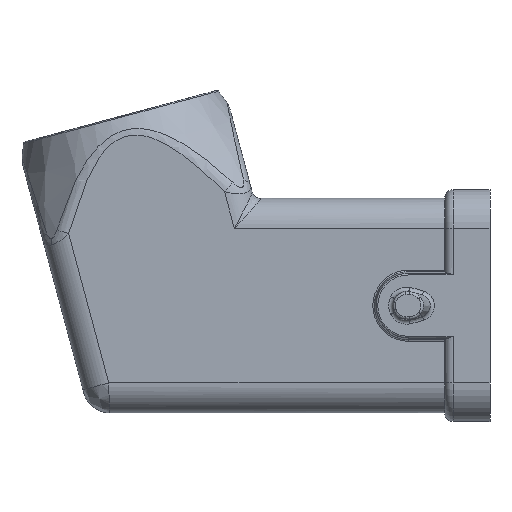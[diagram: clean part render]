
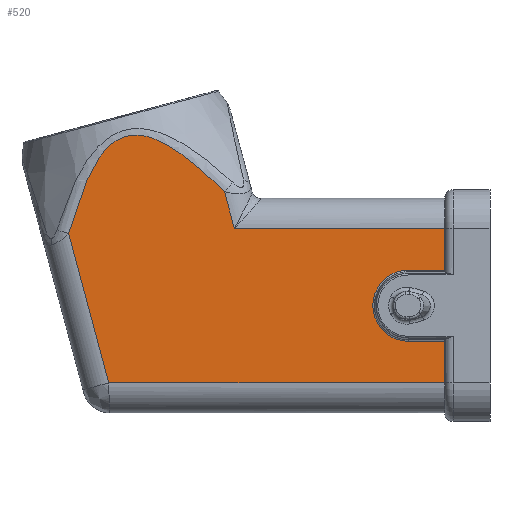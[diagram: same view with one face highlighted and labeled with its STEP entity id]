
A CAD part, left-side view. The second image highlights one B-rep face of the part: STEP entity #520.
In plain terms, the highlighted planar face has unit normal (-1, 0, 0).
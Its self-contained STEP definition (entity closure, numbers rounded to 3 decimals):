
#260=FACE_OUTER_BOUND('',#1149,.T.);
#520=ADVANCED_FACE('',(#260),#752,.T.);
#752=PLANE('',#4681);
#873=B_SPLINE_CURVE_WITH_KNOTS('',3,(#6872,#6873,#6874,#6875,#6876,#6877,
#6878,#6879,#6880,#6881,#6882,#6883,#6884,#6885,#6886,#6887,#6888,#6889,
#6890,#6891,#6892,#6893),.UNSPECIFIED.,.F.,.F.,(4,1,1,1,1,1,1,1,1,1,1,1,
1,1,1,1,1,1,1,4),(0.,0.053,0.105,0.158,0.211,
0.263,0.316,0.368,0.421,0.474,
0.526,0.579,0.632,0.684,0.737,
0.789,0.842,0.895,0.947,1.),
 .UNSPECIFIED.);
#1149=EDGE_LOOP('',(#2295,#2296,#2297,#2298,#2299,#2300,#2301,#2302,#2303,
#2304));
#1419=LINE('',#6205,#1728);
#1432=LINE('',#6411,#1741);
#1463=LINE('',#6863,#1772);
#1464=LINE('',#6865,#1773);
#1465=LINE('',#6869,#1774);
#1466=LINE('',#6871,#1775);
#1467=LINE('',#6895,#1776);
#1468=LINE('',#6897,#1777);
#1728=VECTOR('',#5049,1.);
#1741=VECTOR('',#5122,1.);
#1772=VECTOR('',#5233,1.);
#1773=VECTOR('',#5236,1.);
#1774=VECTOR('',#5239,1.);
#1775=VECTOR('',#5240,1.);
#1776=VECTOR('',#5241,1.);
#1777=VECTOR('',#5242,1.);
#2295=ORIENTED_EDGE('',*,*,#3958,.T.);
#2296=ORIENTED_EDGE('',*,*,#3959,.F.);
#2297=ORIENTED_EDGE('',*,*,#3960,.T.);
#2298=ORIENTED_EDGE('',*,*,#3961,.T.);
#2299=ORIENTED_EDGE('',*,*,#3887,.T.);
#2300=ORIENTED_EDGE('',*,*,#3957,.F.);
#2301=ORIENTED_EDGE('',*,*,#3962,.F.);
#2302=ORIENTED_EDGE('',*,*,#3963,.F.);
#2303=ORIENTED_EDGE('',*,*,#3964,.T.);
#2304=ORIENTED_EDGE('',*,*,#3845,.T.);
#3406=VERTEX_POINT('',#6204);
#3407=VERTEX_POINT('',#6206);
#3432=VERTEX_POINT('',#6385);
#3436=VERTEX_POINT('',#6410);
#3485=VERTEX_POINT('',#6862);
#3486=VERTEX_POINT('',#6866);
#3487=VERTEX_POINT('',#6868);
#3488=VERTEX_POINT('',#6870);
#3489=VERTEX_POINT('',#6894);
#3490=VERTEX_POINT('',#6896);
#3845=EDGE_CURVE('',#3407,#3406,#1419,.T.);
#3887=EDGE_CURVE('',#3432,#3436,#1432,.T.);
#3957=EDGE_CURVE('',#3485,#3436,#1463,.T.);
#3958=EDGE_CURVE('',#3406,#3486,#1464,.T.);
#3959=EDGE_CURVE('',#3487,#3486,#4504,.T.);
#3960=EDGE_CURVE('',#3487,#3488,#1465,.T.);
#3961=EDGE_CURVE('',#3488,#3432,#1466,.T.);
#3962=EDGE_CURVE('',#3489,#3485,#873,.T.);
#3963=EDGE_CURVE('',#3490,#3489,#1467,.T.);
#3964=EDGE_CURVE('',#3490,#3407,#1468,.T.);
#4504=CIRCLE('',#4680,4.154);
#4680=AXIS2_PLACEMENT_3D('',#6867,#5237,#5238);
#4681=AXIS2_PLACEMENT_3D('',#6898,#5243,#5244);
#5049=DIRECTION('',(0.,0.,1.));
#5122=DIRECTION('',(0.,1.,0.));
#5233=DIRECTION('',(0.,-0.259,-0.966));
#5236=DIRECTION('',(0.,1.,0.));
#5237=DIRECTION('',(-1.,0.,0.));
#5238=DIRECTION('',(0.,0.,1.));
#5239=DIRECTION('',(0.,-1.,0.));
#5240=DIRECTION('',(0.,0.,1.));
#5241=DIRECTION('',(0.,0.259,0.966));
#5242=DIRECTION('',(0.,-1.,0.));
#5243=DIRECTION('',(-1.,0.,0.));
#5244=DIRECTION('',(0.,0.,1.));
#6204=CARTESIAN_POINT('',(-12.5,5.3,-4.153));
#6205=CARTESIAN_POINT('',(-12.5,5.3,-9.));
#6206=CARTESIAN_POINT('',(-12.5,5.3,-9.));
#6385=CARTESIAN_POINT('',(-12.5,5.3,9.));
#6410=CARTESIAN_POINT('',(-12.5,29.788,9.));
#6411=CARTESIAN_POINT('',(-12.5,5.3,9.));
#6862=CARTESIAN_POINT('',(-12.5,30.938,13.291));
#6863=CARTESIAN_POINT('',(-12.5,30.938,13.291));
#6865=CARTESIAN_POINT('',(-12.5,5.3,-4.153));
#6866=CARTESIAN_POINT('',(-12.5,9.5,-4.154));
#6867=CARTESIAN_POINT('',(-12.5,9.5,0.));
#6868=CARTESIAN_POINT('',(-12.5,9.5,4.153));
#6869=CARTESIAN_POINT('',(-12.5,9.5,4.153));
#6870=CARTESIAN_POINT('',(-12.5,5.3,4.153));
#6871=CARTESIAN_POINT('',(-12.5,5.3,4.153));
#6872=CARTESIAN_POINT('',(-12.5,49.098,8.425));
#6873=CARTESIAN_POINT('',(-12.5,48.929,9.04));
#6874=CARTESIAN_POINT('',(-12.5,48.576,10.25));
#6875=CARTESIAN_POINT('',(-12.5,48.022,11.98));
#6876=CARTESIAN_POINT('',(-12.5,47.371,13.713));
#6877=CARTESIAN_POINT('',(-12.5,46.715,15.225));
#6878=CARTESIAN_POINT('',(-12.5,45.835,16.854));
#6879=CARTESIAN_POINT('',(-12.5,45.149,17.763));
#6880=CARTESIAN_POINT('',(-12.5,44.574,18.44));
#6881=CARTESIAN_POINT('',(-12.5,43.77,19.125));
#6882=CARTESIAN_POINT('',(-12.5,42.913,19.587));
#6883=CARTESIAN_POINT('',(-12.5,42.066,19.845));
#6884=CARTESIAN_POINT('',(-12.5,41.088,19.899));
#6885=CARTESIAN_POINT('',(-12.5,40.056,19.75));
#6886=CARTESIAN_POINT('',(-12.5,39.026,19.437));
#6887=CARTESIAN_POINT('',(-12.5,37.682,18.776));
#6888=CARTESIAN_POINT('',(-12.5,36.583,18.103));
#6889=CARTESIAN_POINT('',(-12.5,35.138,17.066));
#6890=CARTESIAN_POINT('',(-12.5,33.755,15.92));
#6891=CARTESIAN_POINT('',(-12.5,32.364,14.673));
#6892=CARTESIAN_POINT('',(-12.5,31.416,13.764));
#6893=CARTESIAN_POINT('',(-12.5,30.938,13.291));
#6894=CARTESIAN_POINT('',(-12.5,49.098,8.425));
#6895=CARTESIAN_POINT('',(-12.5,44.428,-9.));
#6896=CARTESIAN_POINT('',(-12.5,44.428,-9.));
#6897=CARTESIAN_POINT('',(-12.5,44.428,-9.));
#6898=CARTESIAN_POINT('',(-12.5,5.3,-9.));
